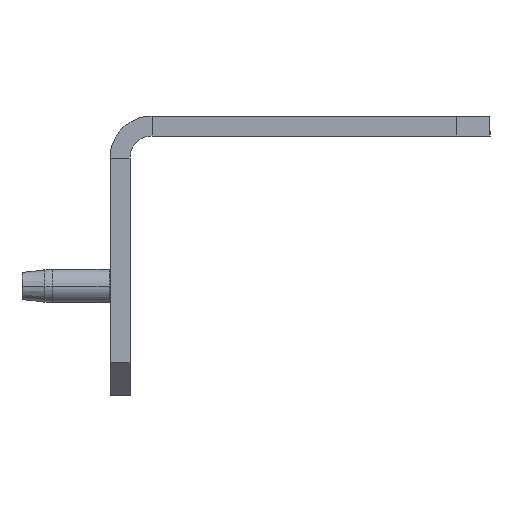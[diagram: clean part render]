
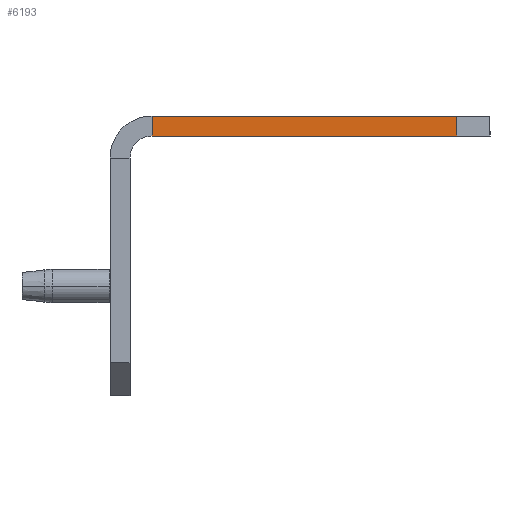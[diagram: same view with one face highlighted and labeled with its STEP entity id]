
A CAD part, left-side view. The second image highlights one B-rep face of the part: STEP entity #6193.
In plain terms, the highlighted planar face has unit normal (-1, 0, 0).
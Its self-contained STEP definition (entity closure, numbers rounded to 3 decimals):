
#13 = DIRECTION ( 'NONE',  ( 1., 0., 0. ) ) ;
#229 = LINE ( 'NONE', #845, #6215 ) ;
#281 = VERTEX_POINT ( 'NONE', #4395 ) ;
#388 = ORIENTED_EDGE ( 'NONE', *, *, #6684, .T. ) ;
#566 = ORIENTED_EDGE ( 'NONE', *, *, #9413, .F. ) ;
#845 = CARTESIAN_POINT ( 'NONE',  ( -237.5, -18., -54. ) ) ;
#884 = VERTEX_POINT ( 'NONE', #2161 ) ;
#906 = ORIENTED_EDGE ( 'NONE', *, *, #7029, .F. ) ;
#1305 = DIRECTION ( 'NONE',  ( 0., -1., 0. ) ) ;
#1441 = LINE ( 'NONE', #5935, #3520 ) ;
#1449 = EDGE_LOOP ( 'NONE', ( #4055, #388, #906, #566 ) ) ;
#1659 = PLANE ( 'NONE',  #2162 ) ;
#1871 = CARTESIAN_POINT ( 'NONE',  ( -237.5, -21., -49. ) ) ;
#2161 = CARTESIAN_POINT ( 'NONE',  ( -237.5, -18., -49. ) ) ;
#2162 = AXIS2_PLACEMENT_3D ( 'NONE', #3157, #13, #5434 ) ;
#2305 = VECTOR ( 'NONE', #9000, 1000. ) ;
#3157 = CARTESIAN_POINT ( 'NONE',  ( -237.5, -21., -54. ) ) ;
#3520 = VECTOR ( 'NONE', #1305, 1000. ) ;
#3714 = CARTESIAN_POINT ( 'NONE',  ( -237.5, -18., -3.3 ) ) ;
#3826 = VERTEX_POINT ( 'NONE', #3859 ) ;
#3859 = CARTESIAN_POINT ( 'NONE',  ( -237.5, -21., -3.3 ) ) ;
#4055 = ORIENTED_EDGE ( 'NONE', *, *, #9603, .T. ) ;
#4395 = CARTESIAN_POINT ( 'NONE',  ( -237.5, -18., -3.3 ) ) ;
#4534 = CARTESIAN_POINT ( 'NONE',  ( -237.5, -21., 0. ) ) ;
#4930 = LINE ( 'NONE', #4534, #6279 ) ;
#5384 = VERTEX_POINT ( 'NONE', #1871 ) ;
#5434 = DIRECTION ( 'NONE',  ( 0., 0., -1. ) ) ;
#5499 = DIRECTION ( 'NONE',  ( 0., 0., -1. ) ) ;
#5935 = CARTESIAN_POINT ( 'NONE',  ( -237.5, -21., -49. ) ) ;
#6193 = ADVANCED_FACE ( 'NONE', ( #6928 ), #1659, .F. ) ;
#6215 = VECTOR ( 'NONE', #5499, 1000. ) ;
#6279 = VECTOR ( 'NONE', #7731, 1000. ) ;
#6684 = EDGE_CURVE ( 'NONE', #884, #5384, #1441, .T. ) ;
#6928 = FACE_OUTER_BOUND ( 'NONE', #1449, .T. ) ;
#7029 = EDGE_CURVE ( 'NONE', #3826, #5384, #4930, .T. ) ;
#7731 = DIRECTION ( 'NONE',  ( 0., 0., -1. ) ) ;
#7896 = LINE ( 'NONE', #3714, #2305 ) ;
#9000 = DIRECTION ( 'NONE',  ( 0., -1., 0. ) ) ;
#9413 = EDGE_CURVE ( 'NONE', #281, #3826, #7896, .T. ) ;
#9603 = EDGE_CURVE ( 'NONE', #281, #884, #229, .T. ) ;
